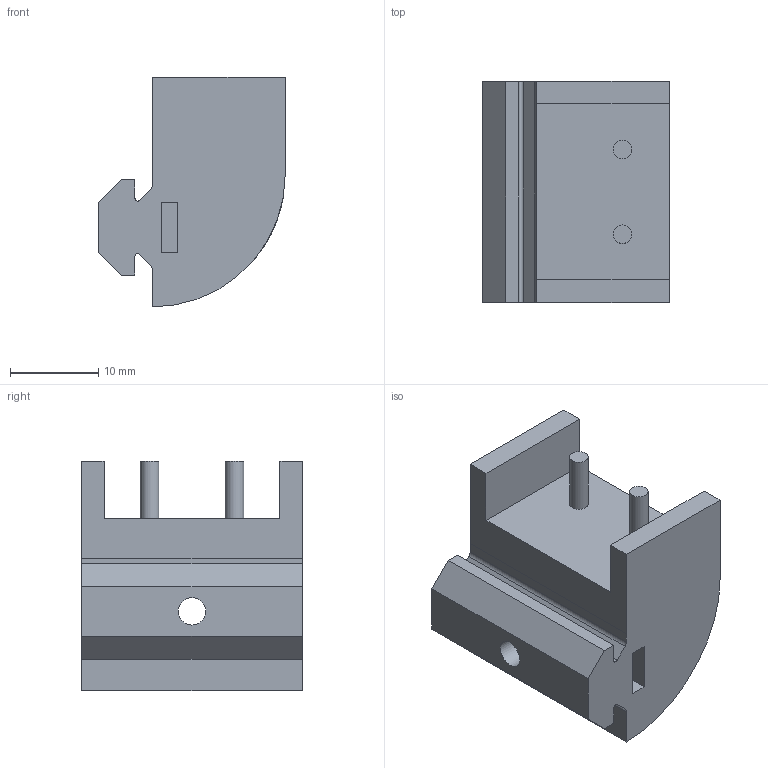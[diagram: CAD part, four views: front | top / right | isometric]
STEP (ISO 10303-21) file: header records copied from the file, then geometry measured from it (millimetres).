
FILE_DESCRIPTION(/* description */ (''),/* implementation_level */ '2;1');
FILE_NAME(/* name */ 'barrel microswtich mount - rear_v2.step',/* time_stamp */ '2022-05-10T16:49:45+01:00',/* author */ (''),/* organization */ (''),/* preprocessor_version */ 'ST-DEVELOPER v18.1',/* originating_system */ 'Autodesk Translation Framework v10.14.0.1471',/* authorisation */ '');
FILE_SCHEMA (('AUTOMOTIVE_DESIGN { 1 0 10303 214 3 1 1 }'));
Length unit declared in the file: millimetre
Products named in the file (1): barrel microswtich mount - rear
Bounding box: 21.1 x 25 x 26 mm (x, y, z)
Volume: 7485.1 mm3; surface area: 3558.1 mm2
Topology: 1 solids, 1 shells, 38 faces, 97 edges, 65 vertices
Faces by surface type: plane 28, cylinder 10
Full cylindrical faces by diameter (mm): 2.1 x2, 3.1 x2, 6 x1
Entity records: 1219 total; most frequent: CARTESIAN_POINT 235, ORIENTED_EDGE 194, DIRECTION 192, EDGE_CURVE 97, LINE 76, VECTOR 76, VERTEX_POINT 65, AXIS2_PLACEMENT_3D 58
